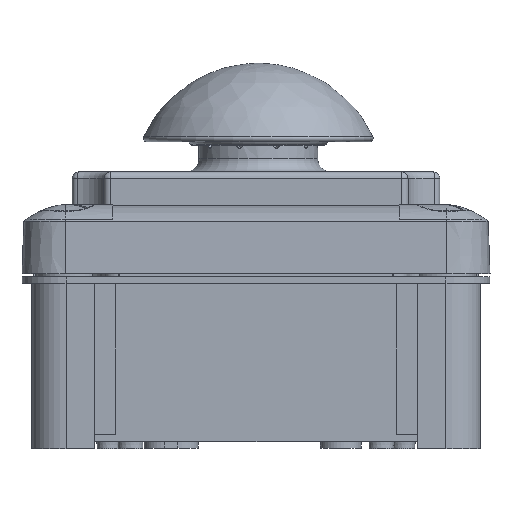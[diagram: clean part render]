
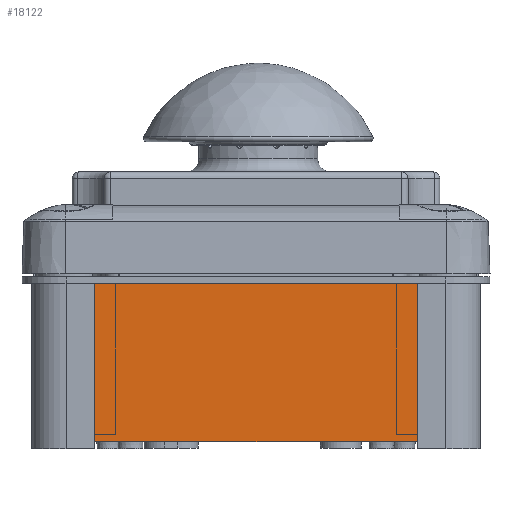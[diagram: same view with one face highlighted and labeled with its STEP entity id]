
A CAD part, left-side view. The second image highlights one B-rep face of the part: STEP entity #18122.
In plain terms, the highlighted planar face has unit normal (-1, 0, 0).
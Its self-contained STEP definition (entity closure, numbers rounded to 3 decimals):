
#2648=FACE_OUTER_BOUND('',#3689,.T.);
#3689=EDGE_LOOP('',(#14066,#14067,#14068,#14069));
#4830=LINE('',#29843,#6053);
#4937=LINE('',#30676,#6160);
#4988=LINE('',#30788,#6211);
#4991=LINE('',#30797,#6214);
#6053=VECTOR('',#23103,1.);
#6160=VECTOR('',#23810,1.);
#6211=VECTOR('',#23917,1.);
#6214=VECTOR('',#23930,1.);
#7477=VERTEX_POINT('',#29840);
#7478=VERTEX_POINT('',#29842);
#7696=VERTEX_POINT('',#30674);
#7729=VERTEX_POINT('',#30785);
#9634=EDGE_CURVE('',#7478,#7477,#4830,.T.);
#9934=EDGE_CURVE('',#7477,#7696,#4937,.T.);
#9991=EDGE_CURVE('',#7729,#7478,#4988,.T.);
#9995=EDGE_CURVE('',#7729,#7696,#4991,.T.);
#14066=ORIENTED_EDGE('',*,*,#9934,.T.);
#14067=ORIENTED_EDGE('',*,*,#9995,.F.);
#14068=ORIENTED_EDGE('',*,*,#9991,.T.);
#14069=ORIENTED_EDGE('',*,*,#9634,.T.);
#16622=PLANE('',#19842);
#18122=ADVANCED_FACE('',(#2648),#16622,.T.);
#19842=AXIS2_PLACEMENT_3D('',#30796,#23928,#23929);
#23103=DIRECTION('',(0.,-1.,0.));
#23810=DIRECTION('',(0.,0.,1.));
#23917=DIRECTION('',(0.,0.,-1.));
#23928=DIRECTION('center_axis',(-1.,0.,0.));
#23929=DIRECTION('ref_axis',(0.,0.,
-1.));
#23930=DIRECTION('',(0.,-1.,0.));
#29840=CARTESIAN_POINT('',(-89.,21.5,2.1));
#29842=CARTESIAN_POINT('',(-89.,116.5,2.1));
#29843=CARTESIAN_POINT('',(-89.,125.,2.1));
#30674=CARTESIAN_POINT('',(-89.,21.5,48.7));
#30676=CARTESIAN_POINT('',(-89.,21.5,12.7));
#30785=CARTESIAN_POINT('',(-89.,116.5,48.7));
#30788=CARTESIAN_POINT('',(-89.,116.5,12.7));
#30796=CARTESIAN_POINT('Origin',(-89.,125.,25.4));
#30797=CARTESIAN_POINT('',(-89.,125.,48.7));
